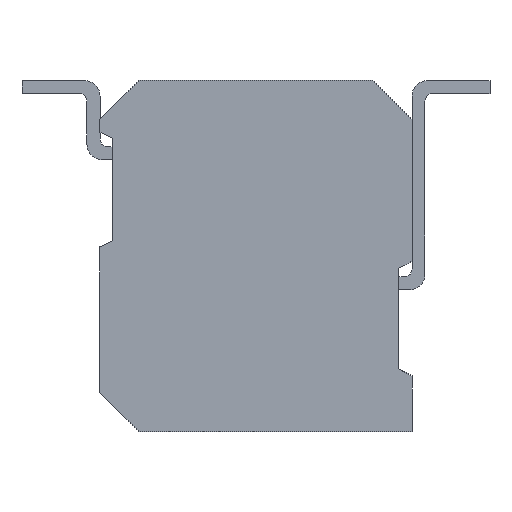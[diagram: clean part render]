
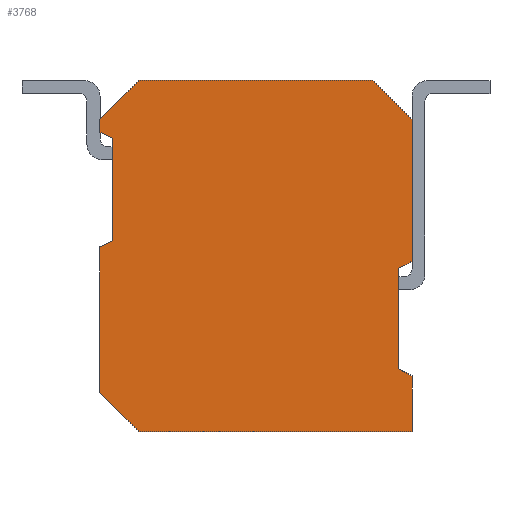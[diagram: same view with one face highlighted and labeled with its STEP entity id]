
A CAD part, left-side view. The second image highlights one B-rep face of the part: STEP entity #3768.
In plain terms, the highlighted planar face has unit normal (-1, 0, 0).
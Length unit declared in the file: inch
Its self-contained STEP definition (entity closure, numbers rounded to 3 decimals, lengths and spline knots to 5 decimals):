
#375=ORIENTED_EDGE('',*,*,#1378,.F.);
#376=ORIENTED_EDGE('',*,*,#1380,.F.);
#377=ORIENTED_EDGE('',*,*,#1337,.F.);
#378=ORIENTED_EDGE('',*,*,#1262,.F.);
#379=ORIENTED_EDGE('',*,*,#1282,.F.);
#380=ORIENTED_EDGE('',*,*,#1266,.F.);
#381=ORIENTED_EDGE('',*,*,#1310,.F.);
#382=ORIENTED_EDGE('',*,*,#1381,.F.);
#383=ORIENTED_EDGE('',*,*,#1382,.T.);
#384=ORIENTED_EDGE('',*,*,#1329,.T.);
#385=ORIENTED_EDGE('',*,*,#1383,.F.);
#386=ORIENTED_EDGE('',*,*,#1238,.F.);
#387=ORIENTED_EDGE('',*,*,#1384,.F.);
#388=ORIENTED_EDGE('',*,*,#1331,.T.);
#389=ORIENTED_EDGE('',*,*,#1385,.F.);
#1238=EDGE_CURVE('',#1787,#1788,#2145,.T.);
#1262=EDGE_CURVE('',#1807,#1808,#2169,.T.);
#1266=EDGE_CURVE('',#1811,#1812,#2173,.T.);
#1282=EDGE_CURVE('',#1812,#1807,#2189,.T.);
#1310=EDGE_CURVE('',#1840,#1811,#2217,.T.);
#1329=EDGE_CURVE('',#1860,#1859,#2236,.T.);
#1331=EDGE_CURVE('',#1861,#1862,#2238,.T.);
#1337=EDGE_CURVE('',#1808,#1866,#2244,.T.);
#1378=EDGE_CURVE('',#1886,#1887,#2285,.T.);
#1380=EDGE_CURVE('',#1866,#1886,#2287,.T.);
#1381=EDGE_CURVE('',#1888,#1840,#2288,.T.);
#1382=EDGE_CURVE('',#1888,#1860,#2289,.T.);
#1383=EDGE_CURVE('',#1788,#1859,#2290,.T.);
#1384=EDGE_CURVE('',#1861,#1787,#2291,.T.);
#1385=EDGE_CURVE('',#1887,#1862,#2292,.T.);
#1787=VERTEX_POINT('',#5287);
#1788=VERTEX_POINT('',#5288);
#1807=VERTEX_POINT('',#5337);
#1808=VERTEX_POINT('',#5338);
#1811=VERTEX_POINT('',#5346);
#1812=VERTEX_POINT('',#5347);
#1840=VERTEX_POINT('',#5435);
#1859=VERTEX_POINT('',#5474);
#1860=VERTEX_POINT('',#5476);
#1861=VERTEX_POINT('',#5480);
#1862=VERTEX_POINT('',#5481);
#1866=VERTEX_POINT('',#5490);
#1886=VERTEX_POINT('',#5570);
#1887=VERTEX_POINT('',#5572);
#1888=VERTEX_POINT('',#5577);
#2145=LINE('',#5286,#2630);
#2169=LINE('',#5336,#2654);
#2173=LINE('',#5345,#2658);
#2189=LINE('',#5378,#2674);
#2217=LINE('',#5436,#2702);
#2236=LINE('',#5475,#2721);
#2238=LINE('',#5479,#2723);
#2244=LINE('',#5492,#2729);
#2285=LINE('',#5571,#2770);
#2287=LINE('',#5575,#2772);
#2288=LINE('',#5576,#2773);
#2289=LINE('',#5578,#2774);
#2290=LINE('',#5579,#2775);
#2291=LINE('',#5580,#2776);
#2292=LINE('',#5581,#2777);
#2630=VECTOR('',#4249,39.37008);
#2654=VECTOR('',#4285,39.37008);
#2658=VECTOR('',#4291,39.37008);
#2674=VECTOR('',#4309,39.37008);
#2702=VECTOR('',#4369,39.37008);
#2721=VECTOR('',#4390,39.37008);
#2723=VECTOR('',#4394,39.37008);
#2729=VECTOR('',#4402,39.37008);
#2770=VECTOR('',#4479,39.37008);
#2772=VECTOR('',#4483,39.37008);
#2773=VECTOR('',#4484,39.37008);
#2774=VECTOR('',#4485,39.37008);
#2775=VECTOR('',#4486,39.37008);
#2776=VECTOR('',#4487,39.37008);
#2777=VECTOR('',#4488,39.37008);
#3165=EDGE_LOOP('',(#375,#376,#377,#378,#379,#380,#381,#382,#383,#384,#385,
#386,#387,#388,#389));
#3386=FACE_BOUND('',#3165,.T.);
#3595=PLANE('',#4011);
#3768=ADVANCED_FACE('',(#3386),#3595,.F.);
#4011=AXIS2_PLACEMENT_3D('',#5574,#4481,#4482);
#4249=DIRECTION('',(0.,0.,-1.));
#4285=DIRECTION('',(0.,0.908,0.418));
#4291=DIRECTION('',(0.,-0.908,0.418));
#4309=DIRECTION('',(0.,0.,1.));
#4369=DIRECTION('',(0.,0.,1.));
#4390=DIRECTION('',(0.,0.,1.));
#4394=DIRECTION('',(0.,0.,1.));
#4402=DIRECTION('',(0.,0.,1.));
#4479=DIRECTION('',(0.,-1.,0.));
#4481=DIRECTION('',(1.,0.,0.));
#4482=DIRECTION('',(0.,0.,-1.));
#4483=DIRECTION('',(0.,-0.707,0.707));
#4484=DIRECTION('',(0.,0.707,0.707));
#4485=DIRECTION('',(0.,-1.,0.));
#4486=DIRECTION('',(0.,-0.88,-0.475));
#4487=DIRECTION('',(0.,0.88,-0.475));
#4488=DIRECTION('',(0.,-0.707,-0.707));
#5286=CARTESIAN_POINT('',(0.,0.005,-0.0048));
#5287=CARTESIAN_POINT('',(0.,0.005,-0.0048));
#5288=CARTESIAN_POINT('',(0.,0.005,-0.0434));
#5336=CARTESIAN_POINT('',(0.,0.115,0.0452));
#5337=CARTESIAN_POINT('',(0.,0.115,0.0452));
#5338=CARTESIAN_POINT('',(0.,0.12,0.0475));
#5345=CARTESIAN_POINT('',(0.,0.12,0.0035));
#5346=CARTESIAN_POINT('',(0.,0.12,0.0035));
#5347=CARTESIAN_POINT('',(0.,0.115,0.0058));
#5378=CARTESIAN_POINT('',(0.,0.115,0.0058));
#5435=CARTESIAN_POINT('',(0.,0.12,-0.0525));
#5436=CARTESIAN_POINT('',(0.,0.12,-0.0675));
#5474=CARTESIAN_POINT('',(0.,0.,-0.0461));
#5475=CARTESIAN_POINT('',(0.,0.,-0.0675));
#5476=CARTESIAN_POINT('',(0.,0.,-0.0675));
#5479=CARTESIAN_POINT('',(0.,0.,-0.0675));
#5480=CARTESIAN_POINT('',(0.,0.,-0.0021));
#5481=CARTESIAN_POINT('',(0.,0.,0.0525));
#5490=CARTESIAN_POINT('',(0.,0.12,0.0525));
#5492=CARTESIAN_POINT('',(0.,0.12,-0.0675));
#5570=CARTESIAN_POINT('',(0.,0.105,0.0675));
#5571=CARTESIAN_POINT('',(0.,0.12,0.0675));
#5572=CARTESIAN_POINT('',(0.,0.015,0.0675));
#5574=CARTESIAN_POINT('',(0.,0.12,-0.0675));
#5575=CARTESIAN_POINT('',(0.,0.12,0.0525));
#5576=CARTESIAN_POINT('',(0.,0.105,-0.0675));
#5577=CARTESIAN_POINT('',(0.,0.105,-0.0675));
#5578=CARTESIAN_POINT('',(0.,0.12,-0.0675));
#5579=CARTESIAN_POINT('',(0.,0.005,-0.0434));
#5580=CARTESIAN_POINT('',(0.,0.,-0.0021));
#5581=CARTESIAN_POINT('',(0.,0.015,0.0675));
